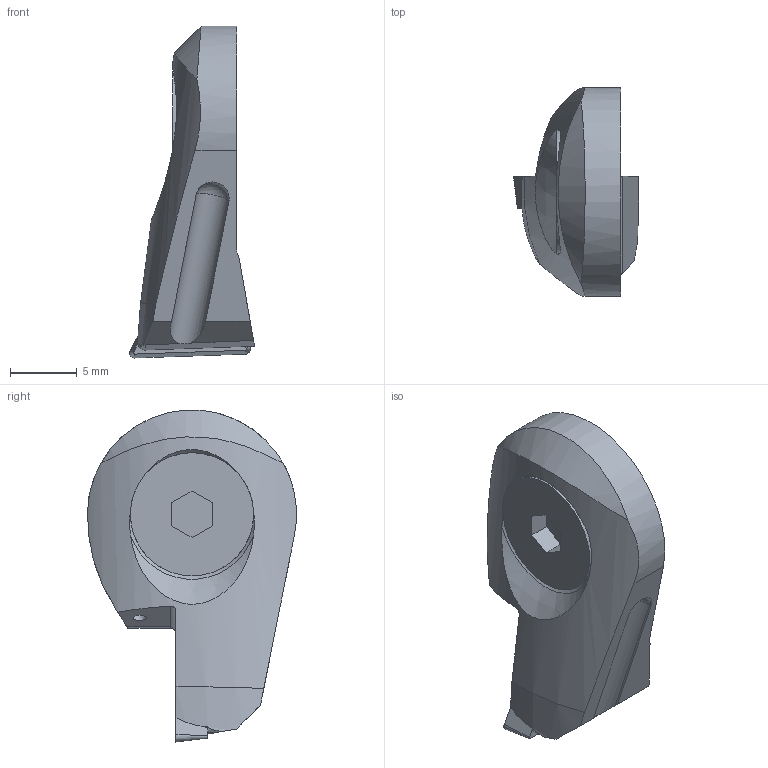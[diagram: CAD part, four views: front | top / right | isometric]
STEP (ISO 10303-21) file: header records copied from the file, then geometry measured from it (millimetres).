
FILE_DESCRIPTION(/* description */ (''),/* implementation_level */ '2;1');
FILE_NAME(/* name */ '1551860229837.stp',/* time_stamp */ '2019-03-06T09:17:26+01:00',/* author */ (''),/* organization */ ('SMS'),/* preprocessor_version */ 'ST-DEVELOPER v15',/* originating_system */ 'SIEMENS PLM Software NX 8.5',/* authorisation */ '');
FILE_SCHEMA (('AUTOMOTIVE_DESIGN { 1 0 10303 214 3 1 1 1 }'));
Length unit declared in the file: millimetre
Products named in the file (4): IsoTurningInsert; ASSEMBLY_CONSTRUCTION; 202217155mod000_00; 111169188mod000_01
Assembly tree (3 placements, depth 2):
  111169188mod000_01
    202217155mod000_00
    ASSEMBLY_CONSTRUCTION
    IsoTurningInsert
Bounding box: 9.34 x 15.6 x 24.79 mm (x, y, z)
Volume: 1305.3 mm3; surface area: 1104.5 mm2
Topology: 2 solids, 2 shells, 65 faces, 172 edges, 118 vertices
Faces by surface type: plane 32, cylinder 16, cone 11, torus 4, sphere 1, bspline 1
Full cylindrical faces by diameter (mm): 1 x1, 2.5 x2, 9.2 x1
Entity records: 2150 total; most frequent: CARTESIAN_POINT 462, DIRECTION 333, ORIENTED_EDGE 298, EDGE_CURVE 149, AXIS2_PLACEMENT_3D 125, VERTEX_POINT 103, LINE 83, VECTOR 83
